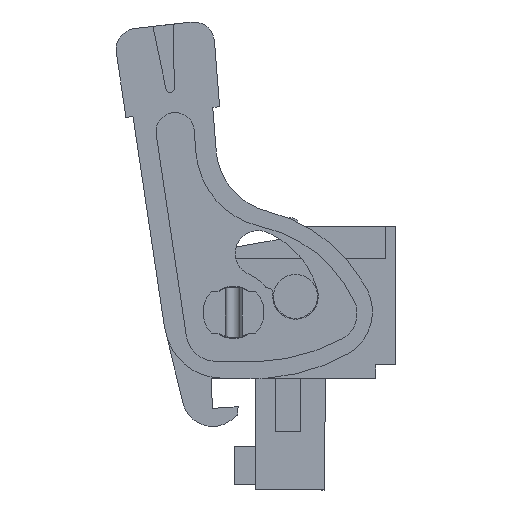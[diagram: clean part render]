
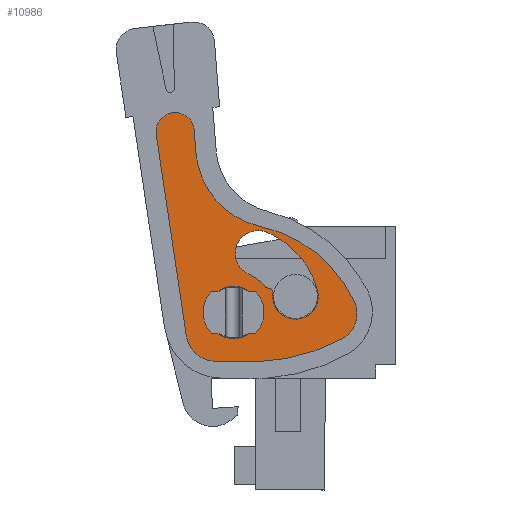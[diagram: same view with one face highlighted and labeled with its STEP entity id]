
A CAD part, left-side view. The second image highlights one B-rep face of the part: STEP entity #10986.
In plain terms, the highlighted planar face has unit normal (-1, 0, 0).
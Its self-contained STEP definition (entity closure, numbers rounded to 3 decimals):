
#10689=AXIS2_PLACEMENT_3D('Plane Axis2P3D',#10686,#10687,#10688) ;
#10818=AXIS2_PLACEMENT_3D('Circle Axis2P3D',#10816,#10817,$) ;
#10842=AXIS2_PLACEMENT_3D('Circle Axis2P3D',#10840,#10841,$) ;
#10868=AXIS2_PLACEMENT_3D('Circle Axis2P3D',#10866,#10867,$) ;
#10875=AXIS2_PLACEMENT_3D('Circle Axis2P3D',#10873,#10874,$) ;
#10882=AXIS2_PLACEMENT_3D('Circle Axis2P3D',#10880,#10881,$) ;
#10889=AXIS2_PLACEMENT_3D('Circle Axis2P3D',#10887,#10888,$) ;
#10912=AXIS2_PLACEMENT_3D('Circle Axis2P3D',#10910,#10911,$) ;
#10921=AXIS2_PLACEMENT_3D('Circle Axis2P3D',#10919,#10920,$) ;
#10928=AXIS2_PLACEMENT_3D('Circle Axis2P3D',#10926,#10927,$) ;
#10935=AXIS2_PLACEMENT_3D('Circle Axis2P3D',#10933,#10934,$) ;
#10942=AXIS2_PLACEMENT_3D('Circle Axis2P3D',#10940,#10941,$) ;
#10949=AXIS2_PLACEMENT_3D('Circle Axis2P3D',#10947,#10948,$) ;
#10956=AXIS2_PLACEMENT_3D('Circle Axis2P3D',#10954,#10955,$) ;
#10970=AXIS2_PLACEMENT_3D('Circle Axis2P3D',#10968,#10969,$) ;
#10979=AXIS2_PLACEMENT_3D('Circle Axis2P3D',#10977,#10978,$) ;
#10686=CARTESIAN_POINT('Axis2P3D Location',(1.1,1.4,0.)) ;
#10785=CARTESIAN_POINT('Line Origine',(1.1,13.287,15.072)) ;
#10789=CARTESIAN_POINT('Vertex',(1.1,12.398,9.121)) ;
#10791=CARTESIAN_POINT('Vertex',(1.1,14.176,21.023)) ;
#10816=CARTESIAN_POINT('Axis2P3D Location',(1.1,10.645,9.383)) ;
#10820=CARTESIAN_POINT('Vertex',(1.1,10.665,7.61)) ;
#10840=CARTESIAN_POINT('Axis2P3D Location',(1.1,13.058,21.19)) ;
#10844=CARTESIAN_POINT('Vertex',(1.1,11.931,21.279)) ;
#10859=CARTESIAN_POINT('Line Origine',(1.1,9.423,7.596)) ;
#10863=CARTESIAN_POINT('Vertex',(1.1,8.181,7.582)) ;
#10866=CARTESIAN_POINT('Axis2P3D Location',(1.1,8.615,19.073)) ;
#10870=CARTESIAN_POINT('Vertex',(1.1,3.202,8.927)) ;
#10873=CARTESIAN_POINT('Axis2P3D Location',(1.1,4.004,10.431)) ;
#10877=CARTESIAN_POINT('Vertex',(1.1,2.462,11.157)) ;
#10880=CARTESIAN_POINT('Axis2P3D Location',(1.1,9.73,7.737)) ;
#10884=CARTESIAN_POINT('Vertex',(1.1,8.015,15.585)) ;
#10887=CARTESIAN_POINT('Axis2P3D Location',(1.1,6.976,20.339)) ;
#10891=CARTESIAN_POINT('Vertex',(1.1,11.827,19.957)) ;
#10894=CARTESIAN_POINT('Line Origine',(1.1,11.879,20.618)) ;
#10910=CARTESIAN_POINT('Axis2P3D Location',(1.1,7.517,12.189)) ;
#10914=CARTESIAN_POINT('Vertex',(1.1,7.517,11.939)) ;
#10916=CARTESIAN_POINT('Vertex',(1.1,7.711,12.031)) ;
#10919=CARTESIAN_POINT('Axis2P3D Location',(1.1,9.6,10.5)) ;
#10923=CARTESIAN_POINT('Vertex',(1.1,8.672,12.747)) ;
#10926=CARTESIAN_POINT('Axis2P3D Location',(1.1,8.156,13.995)) ;
#10930=CARTESIAN_POINT('Vertex',(1.1,7.641,15.242)) ;
#10933=CARTESIAN_POINT('Axis2P3D Location',(1.1,9.6,10.5)) ;
#10937=CARTESIAN_POINT('Vertex',(1.1,4.633,11.789)) ;
#10940=CARTESIAN_POINT('Axis2P3D Location',(1.1,5.94,11.45)) ;
#10944=CARTESIAN_POINT('Vertex',(1.1,7.286,11.555)) ;
#10947=CARTESIAN_POINT('Axis2P3D Location',(1.1,6.887,11.524)) ;
#10951=CARTESIAN_POINT('Vertex',(1.1,7.274,11.625)) ;
#10954=CARTESIAN_POINT('Axis2P3D Location',(1.1,7.516,11.689)) ;
#10968=CARTESIAN_POINT('Axis2P3D Location',(1.1,9.6,10.5)) ;
#10972=CARTESIAN_POINT('Vertex',(1.1,9.6,8.95)) ;
#10974=CARTESIAN_POINT('Vertex',(1.1,9.6,12.05)) ;
#10977=CARTESIAN_POINT('Axis2P3D Location',(1.1,9.6,10.5)) ;
#10687=DIRECTION('Axis2P3D Direction',(1.,0.,0.)) ;
#10688=DIRECTION('Axis2P3D XDirection',(0.,1.,0.)) ;
#10786=DIRECTION('Vector Direction',(0.,0.148,0.989)) ;
#10817=DIRECTION('Axis2P3D Direction',(1.,0.,0.)) ;
#10841=DIRECTION('Axis2P3D Direction',(1.,0.,0.)) ;
#10860=DIRECTION('Vector Direction',(0.,1.,0.011)) ;
#10867=DIRECTION('Axis2P3D Direction',(1.,0.,0.)) ;
#10874=DIRECTION('Axis2P3D Direction',(1.,0.,0.)) ;
#10881=DIRECTION('Axis2P3D Direction',(1.,0.,0.)) ;
#10888=DIRECTION('Axis2P3D Direction',(1.,0.,0.)) ;
#10895=DIRECTION('Vector Direction',(0.,-0.078,-0.997)) ;
#10911=DIRECTION('Axis2P3D Direction',(1.,0.,0.)) ;
#10920=DIRECTION('Axis2P3D Direction',(1.,0.,0.)) ;
#10927=DIRECTION('Axis2P3D Direction',(1.,0.,0.)) ;
#10934=DIRECTION('Axis2P3D Direction',(1.,0.,0.)) ;
#10941=DIRECTION('Axis2P3D Direction',(1.,0.,0.)) ;
#10948=DIRECTION('Axis2P3D Direction',(1.,0.,0.)) ;
#10955=DIRECTION('Axis2P3D Direction',(1.,0.,0.)) ;
#10969=DIRECTION('Axis2P3D Direction',(1.,0.,0.)) ;
#10978=DIRECTION('Axis2P3D Direction',(1.,0.,0.)) ;
#10787=VECTOR('Line Direction',#10786,1.) ;
#10861=VECTOR('Line Direction',#10860,1.) ;
#10896=VECTOR('Line Direction',#10895,1.) ;
#10900=ORIENTED_EDGE('',*,*,#10822,.F.) ;
#10901=ORIENTED_EDGE('',*,*,#10865,.F.) ;
#10902=ORIENTED_EDGE('',*,*,#10872,.F.) ;
#10903=ORIENTED_EDGE('',*,*,#10879,.F.) ;
#10904=ORIENTED_EDGE('',*,*,#10886,.F.) ;
#10905=ORIENTED_EDGE('',*,*,#10893,.F.) ;
#10906=ORIENTED_EDGE('',*,*,#10898,.F.) ;
#10907=ORIENTED_EDGE('',*,*,#10846,.F.) ;
#10908=ORIENTED_EDGE('',*,*,#10793,.F.) ;
#10960=ORIENTED_EDGE('',*,*,#10918,.T.) ;
#10961=ORIENTED_EDGE('',*,*,#10925,.F.) ;
#10962=ORIENTED_EDGE('',*,*,#10932,.T.) ;
#10963=ORIENTED_EDGE('',*,*,#10939,.T.) ;
#10964=ORIENTED_EDGE('',*,*,#10946,.T.) ;
#10965=ORIENTED_EDGE('',*,*,#10953,.T.) ;
#10966=ORIENTED_EDGE('',*,*,#10958,.F.) ;
#10983=ORIENTED_EDGE('',*,*,#10976,.T.) ;
#10984=ORIENTED_EDGE('',*,*,#10981,.T.) ;
#10967=FACE_BOUND('',#10959,.T.) ;
#10985=FACE_BOUND('',#10982,.T.) ;
#10986=ADVANCED_FACE('lock',(#10909,#10967,#10985),#10690,.F.) ;
#10819=CIRCLE('generated circle',#10818,1.773) ;
#10843=CIRCLE('generated circle',#10842,1.131) ;
#10869=CIRCLE('generated circle',#10868,11.5) ;
#10876=CIRCLE('generated circle',#10875,1.705) ;
#10883=CIRCLE('generated circle',#10882,8.033) ;
#10890=CIRCLE('generated circle',#10889,4.866) ;
#10913=CIRCLE('generated circle',#10912,0.25) ;
#10922=CIRCLE('generated circle',#10921,2.431) ;
#10929=CIRCLE('generated circle',#10928,1.35) ;
#10936=CIRCLE('generated circle',#10935,5.131) ;
#10943=CIRCLE('generated circle',#10942,1.35) ;
#10950=CIRCLE('generated circle',#10949,0.4) ;
#10957=CIRCLE('generated circle',#10956,0.25) ;
#10971=CIRCLE('generated circle',#10970,1.55) ;
#10980=CIRCLE('generated circle',#10979,1.55) ;
#10793=EDGE_CURVE('',#10790,#10792,#10788,.T.) ;
#10822=EDGE_CURVE('',#10821,#10790,#10819,.T.) ;
#10846=EDGE_CURVE('',#10792,#10845,#10843,.T.) ;
#10865=EDGE_CURVE('',#10864,#10821,#10862,.T.) ;
#10872=EDGE_CURVE('',#10871,#10864,#10869,.T.) ;
#10879=EDGE_CURVE('',#10878,#10871,#10876,.T.) ;
#10886=EDGE_CURVE('',#10885,#10878,#10883,.T.) ;
#10893=EDGE_CURVE('',#10892,#10885,#10890,.F.) ;
#10898=EDGE_CURVE('',#10845,#10892,#10897,.T.) ;
#10918=EDGE_CURVE('',#10915,#10917,#10913,.T.) ;
#10925=EDGE_CURVE('',#10924,#10917,#10922,.T.) ;
#10932=EDGE_CURVE('',#10924,#10931,#10929,.T.) ;
#10939=EDGE_CURVE('',#10931,#10938,#10936,.T.) ;
#10946=EDGE_CURVE('',#10938,#10945,#10943,.T.) ;
#10953=EDGE_CURVE('',#10945,#10952,#10950,.T.) ;
#10958=EDGE_CURVE('',#10915,#10952,#10957,.T.) ;
#10976=EDGE_CURVE('',#10973,#10975,#10971,.T.) ;
#10981=EDGE_CURVE('',#10975,#10973,#10980,.T.) ;
#10899=EDGE_LOOP('',(#10900,#10901,#10902,#10903,#10904,#10905,#10906,#10907,#10908)) ;
#10959=EDGE_LOOP('',(#10960,#10961,#10962,#10963,#10964,#10965,#10966)) ;
#10982=EDGE_LOOP('',(#10983,#10984)) ;
#10909=FACE_OUTER_BOUND('',#10899,.T.) ;
#10788=LINE('Line',#10785,#10787) ;
#10862=LINE('Line',#10859,#10861) ;
#10897=LINE('Line',#10894,#10896) ;
#10690=PLANE('',#10689) ;
#10790=VERTEX_POINT('',#10789) ;
#10792=VERTEX_POINT('',#10791) ;
#10821=VERTEX_POINT('',#10820) ;
#10845=VERTEX_POINT('',#10844) ;
#10864=VERTEX_POINT('',#10863) ;
#10871=VERTEX_POINT('',#10870) ;
#10878=VERTEX_POINT('',#10877) ;
#10885=VERTEX_POINT('',#10884) ;
#10892=VERTEX_POINT('',#10891) ;
#10915=VERTEX_POINT('',#10914) ;
#10917=VERTEX_POINT('',#10916) ;
#10924=VERTEX_POINT('',#10923) ;
#10931=VERTEX_POINT('',#10930) ;
#10938=VERTEX_POINT('',#10937) ;
#10945=VERTEX_POINT('',#10944) ;
#10952=VERTEX_POINT('',#10951) ;
#10973=VERTEX_POINT('',#10972) ;
#10975=VERTEX_POINT('',#10974) ;
